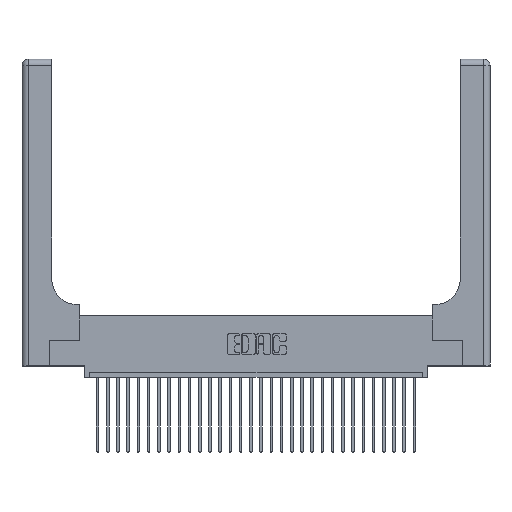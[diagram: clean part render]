
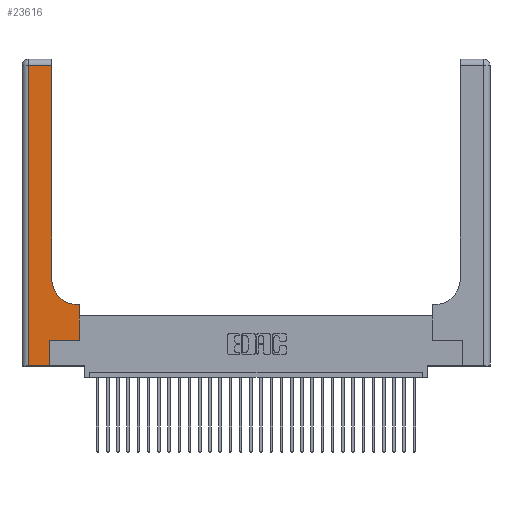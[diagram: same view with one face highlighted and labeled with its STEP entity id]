
A CAD part, top view. The second image highlights one B-rep face of the part: STEP entity #23616.
In plain terms, the highlighted planar face has unit normal (0, 0, 1).
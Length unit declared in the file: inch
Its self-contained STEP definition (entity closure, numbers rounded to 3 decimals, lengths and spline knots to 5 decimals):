
#498 = VERTEX_POINT ( 'NONE', #7903 ) ;
#592 = CARTESIAN_POINT ( 'NONE',  ( 0., 0., 0.37 ) ) ;
#1202 = VERTEX_POINT ( 'NONE', #7216 ) ;
#1277 = VECTOR ( 'NONE', #18357, 39.37008 ) ;
#1628 = EDGE_CURVE ( 'NONE', #6923, #17185, #23672, .T. ) ;
#2314 = EDGE_LOOP ( 'NONE', ( #12589, #24477, #26427, #9489, #10964, #19418, #29507, #30602, #21709 ) ) ;
#2489 = DIRECTION ( 'NONE',  ( 1., 0., 0. ) ) ;
#2866 = CARTESIAN_POINT ( 'NONE',  ( 0.269, 0.25, 0.37 ) ) ;
#3540 = AXIS2_PLACEMENT_3D ( 'NONE', #14433, #21560, #2489 ) ;
#4150 = EDGE_CURVE ( 'NONE', #28686, #6923, #19575, .T. ) ;
#4456 = EDGE_CURVE ( 'NONE', #1202, #21806, #18454, .T. ) ;
#6923 = VERTEX_POINT ( 'NONE', #24830 ) ;
#6987 = VERTEX_POINT ( 'NONE', #8360 ) ;
#7216 = CARTESIAN_POINT ( 'NONE',  ( 0.2915, 0.85, 0.37 ) ) ;
#7691 = CARTESIAN_POINT ( 'NONE',  ( 0.5585, 0.25, 0.37 ) ) ;
#7810 = LINE ( 'NONE', #10453, #21882 ) ;
#7903 = CARTESIAN_POINT ( 'NONE',  ( 0.5415, 0.6, 0.37 ) ) ;
#8250 = CARTESIAN_POINT ( 'NONE',  ( 0.06, 0., 0.37 ) ) ;
#8360 = CARTESIAN_POINT ( 'NONE',  ( 0.5585, 0.25, 0.37 ) ) ;
#8494 = VECTOR ( 'NONE', #11713, 39.37008 ) ;
#8731 = LINE ( 'NONE', #7691, #29897 ) ;
#8847 = EDGE_CURVE ( 'NONE', #24001, #28686, #24963, .T. ) ;
#9489 = ORIENTED_EDGE ( 'NONE', *, *, #4150, .T. ) ;
#9537 = CARTESIAN_POINT ( 'NONE',  ( 0.2915, 3., 0.37 ) ) ;
#9577 = VECTOR ( 'NONE', #27577, 39.37008 ) ;
#10251 = DIRECTION ( 'NONE',  ( -1., 0., 0. ) ) ;
#10453 = CARTESIAN_POINT ( 'NONE',  ( 0., 2.94, 0.37 ) ) ;
#10964 = ORIENTED_EDGE ( 'NONE', *, *, #1628, .T. ) ;
#11245 = CARTESIAN_POINT ( 'NONE',  ( 0.269, 0.25, 0.37 ) ) ;
#11543 = VECTOR ( 'NONE', #10251, 39.37008 ) ;
#11713 = DIRECTION ( 'NONE',  ( 1., 0., 0. ) ) ;
#12589 = ORIENTED_EDGE ( 'NONE', *, *, #4456, .T. ) ;
#12921 = VECTOR ( 'NONE', #26319, 39.37008 ) ;
#14433 = CARTESIAN_POINT ( 'NONE',  ( 0.5415, 0.85, 0.37 ) ) ;
#14919 = CARTESIAN_POINT ( 'NONE',  ( 0.2915, 0.6, 0.37 ) ) ;
#14960 = EDGE_CURVE ( 'NONE', #29827, #498, #26712, .T. ) ;
#16484 = FACE_OUTER_BOUND ( 'NONE', #2314, .T. ) ;
#16522 = AXIS2_PLACEMENT_3D ( 'NONE', #19093, #16611, #18891 ) ;
#16589 = DIRECTION ( 'NONE',  ( 0., -1., 0. ) ) ;
#16611 = DIRECTION ( 'NONE',  ( 0., 0., -1. ) ) ;
#16793 = CARTESIAN_POINT ( 'NONE',  ( 0.06, 3., 0.37 ) ) ;
#17037 = EDGE_CURVE ( 'NONE', #17185, #6987, #27664, .T. ) ;
#17135 = VECTOR ( 'NONE', #16589, 39.37008 ) ;
#17185 = VERTEX_POINT ( 'NONE', #2866 ) ;
#17243 = EDGE_CURVE ( 'NONE', #6987, #29827, #8731, .T. ) ;
#18219 = CARTESIAN_POINT ( 'NONE',  ( 0.269, 0., 0.37 ) ) ;
#18357 = DIRECTION ( 'NONE',  ( 1., 0., 0. ) ) ;
#18454 = LINE ( 'NONE', #9537, #12921 ) ;
#18662 = DIRECTION ( 'NONE',  ( 0., 1., 0. ) ) ;
#18891 = DIRECTION ( 'NONE',  ( -1., 0., 0. ) ) ;
#19093 = CARTESIAN_POINT ( 'NONE',  ( 0., 3., 0.37 ) ) ;
#19418 = ORIENTED_EDGE ( 'NONE', *, *, #17037, .T. ) ;
#19575 = LINE ( 'NONE', #592, #8494 ) ;
#19648 = EDGE_CURVE ( 'NONE', #498, #1202, #20461, .T. ) ;
#20461 = CIRCLE ( 'NONE', #3540, 0.25 ) ;
#21560 = DIRECTION ( 'NONE',  ( 0., 0., -1. ) ) ;
#21709 = ORIENTED_EDGE ( 'NONE', *, *, #19648, .T. ) ;
#21806 = VERTEX_POINT ( 'NONE', #23052 ) ;
#21882 = VECTOR ( 'NONE', #24762, 39.37008 ) ;
#22094 = CARTESIAN_POINT ( 'NONE',  ( 0.06, 2.94, 0.37 ) ) ;
#23052 = CARTESIAN_POINT ( 'NONE',  ( 0.2915, 2.94, 0.37 ) ) ;
#23616 = ADVANCED_FACE ( 'NONE', ( #16484 ), #23668, .F. ) ;
#23668 = PLANE ( 'NONE',  #16522 ) ;
#23672 = LINE ( 'NONE', #18219, #9577 ) ;
#24001 = VERTEX_POINT ( 'NONE', #22094 ) ;
#24477 = ORIENTED_EDGE ( 'NONE', *, *, #25848, .T. ) ;
#24647 = CARTESIAN_POINT ( 'NONE',  ( 0.5585, 0.6, 0.37 ) ) ;
#24762 = DIRECTION ( 'NONE',  ( -1., 0., 0. ) ) ;
#24830 = CARTESIAN_POINT ( 'NONE',  ( 0.269, 0., 0.37 ) ) ;
#24963 = LINE ( 'NONE', #16793, #17135 ) ;
#25848 = EDGE_CURVE ( 'NONE', #21806, #24001, #7810, .T. ) ;
#26319 = DIRECTION ( 'NONE',  ( 0., 1., 0. ) ) ;
#26427 = ORIENTED_EDGE ( 'NONE', *, *, #8847, .T. ) ;
#26712 = LINE ( 'NONE', #14919, #11543 ) ;
#27577 = DIRECTION ( 'NONE',  ( 0., 1., 0. ) ) ;
#27664 = LINE ( 'NONE', #11245, #1277 ) ;
#28686 = VERTEX_POINT ( 'NONE', #8250 ) ;
#29507 = ORIENTED_EDGE ( 'NONE', *, *, #17243, .T. ) ;
#29827 = VERTEX_POINT ( 'NONE', #24647 ) ;
#29897 = VECTOR ( 'NONE', #18662, 39.37008 ) ;
#30602 = ORIENTED_EDGE ( 'NONE', *, *, #14960, .T. ) ;
